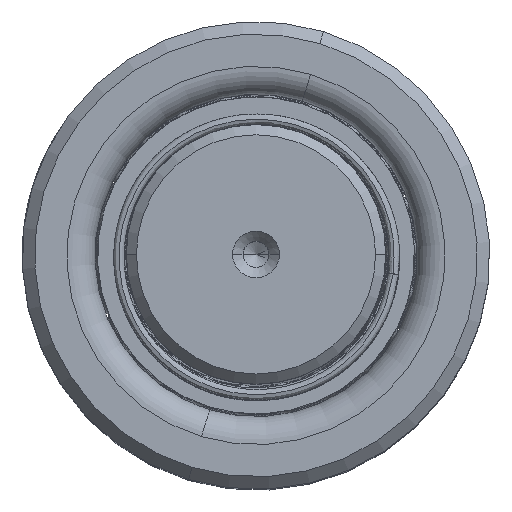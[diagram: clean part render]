
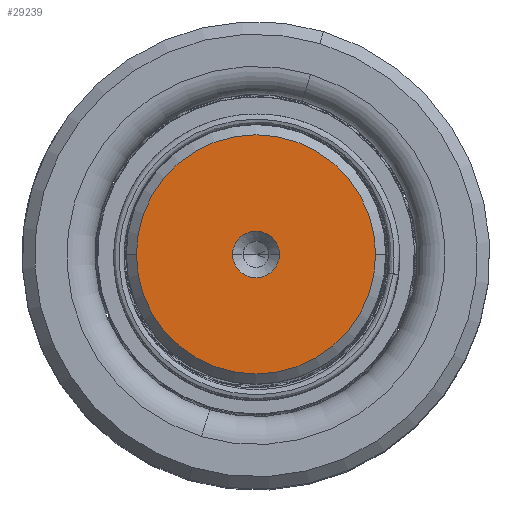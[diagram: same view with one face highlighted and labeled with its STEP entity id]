
A CAD part, top view. The second image highlights one B-rep face of the part: STEP entity #29239.
In plain terms, the highlighted planar face has unit normal (0, 0, 1).
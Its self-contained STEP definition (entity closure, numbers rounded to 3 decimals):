
#272 = FACE_BOUND ( 'NONE', #23584, .T. ) ;
#525 = DIRECTION ( 'NONE',  ( 0., 0., 1. ) ) ;
#4511 = EDGE_CURVE ( 'NONE', #18659, #36685, #49222, .T. ) ;
#5800 = CIRCLE ( 'NONE', #14341, 2.25 ) ;
#6969 = DIRECTION ( 'NONE',  ( 1., 0., 0. ) ) ;
#7132 = CARTESIAN_POINT ( 'NONE',  ( 0., 0., 120. ) ) ;
#7706 = CARTESIAN_POINT ( 'NONE',  ( -11.509, 0., 120. ) ) ;
#13050 = CARTESIAN_POINT ( 'NONE',  ( 11.509, 0., 120. ) ) ;
#13427 = AXIS2_PLACEMENT_3D ( 'NONE', #7132, #30508, #6969 ) ;
#13834 = CARTESIAN_POINT ( 'NONE',  ( 0., 0., 120. ) ) ;
#14341 = AXIS2_PLACEMENT_3D ( 'NONE', #32888, #525, #36561 ) ;
#16311 = DIRECTION ( 'NONE',  ( 0., 0., 1. ) ) ;
#16605 = VERTEX_POINT ( 'NONE', #42284 ) ;
#16848 = CIRCLE ( 'NONE', #17456, 2.25 ) ;
#17456 = AXIS2_PLACEMENT_3D ( 'NONE', #36417, #37092, #32915 ) ;
#18659 = VERTEX_POINT ( 'NONE', #7706 ) ;
#19185 = ORIENTED_EDGE ( 'NONE', *, *, #4511, .T. ) ;
#20286 = DIRECTION ( 'NONE',  ( 1., 0., 0. ) ) ;
#22362 = PLANE ( 'NONE',  #13427 ) ;
#23584 = EDGE_LOOP ( 'NONE', ( #44556, #42752 ) ) ;
#24159 = AXIS2_PLACEMENT_3D ( 'NONE', #13834, #45923, #45747 ) ;
#29239 = ADVANCED_FACE ( 'NONE', ( #272, #45506 ), #22362, .T. ) ;
#30508 = DIRECTION ( 'NONE',  ( 0., 0., 1. ) ) ;
#32888 = CARTESIAN_POINT ( 'NONE',  ( 0., 0., 120. ) ) ;
#32915 = DIRECTION ( 'NONE',  ( 1., 0., 0. ) ) ;
#33481 = EDGE_CURVE ( 'NONE', #16605, #48880, #16848, .T. ) ;
#34498 = EDGE_LOOP ( 'NONE', ( #19185, #47374 ) ) ;
#36417 = CARTESIAN_POINT ( 'NONE',  ( 0., 0., 120. ) ) ;
#36561 = DIRECTION ( 'NONE',  ( 1., 0., 0. ) ) ;
#36685 = VERTEX_POINT ( 'NONE', #13050 ) ;
#37092 = DIRECTION ( 'NONE',  ( 0., 0., 1. ) ) ;
#37346 = CIRCLE ( 'NONE', #24159, 11.509 ) ;
#40100 = CARTESIAN_POINT ( 'NONE',  ( 0., 0., 120. ) ) ;
#42284 = CARTESIAN_POINT ( 'NONE',  ( -2.25, 0., 120. ) ) ;
#42752 = ORIENTED_EDGE ( 'NONE', *, *, #33481, .F. ) ;
#44556 = ORIENTED_EDGE ( 'NONE', *, *, #46486, .F. ) ;
#45506 = FACE_OUTER_BOUND ( 'NONE', #34498, .T. ) ;
#45747 = DIRECTION ( 'NONE',  ( 1., 0., 0. ) ) ;
#45923 = DIRECTION ( 'NONE',  ( 0., 0., 1. ) ) ;
#45970 = CARTESIAN_POINT ( 'NONE',  ( 2.25, 0., 120. ) ) ;
#46486 = EDGE_CURVE ( 'NONE', #48880, #16605, #5800, .T. ) ;
#47374 = ORIENTED_EDGE ( 'NONE', *, *, #47726, .T. ) ;
#47726 = EDGE_CURVE ( 'NONE', #36685, #18659, #37346, .T. ) ;
#48880 = VERTEX_POINT ( 'NONE', #45970 ) ;
#49222 = CIRCLE ( 'NONE', #50039, 11.509 ) ;
#50039 = AXIS2_PLACEMENT_3D ( 'NONE', #40100, #16311, #20286 ) ;
